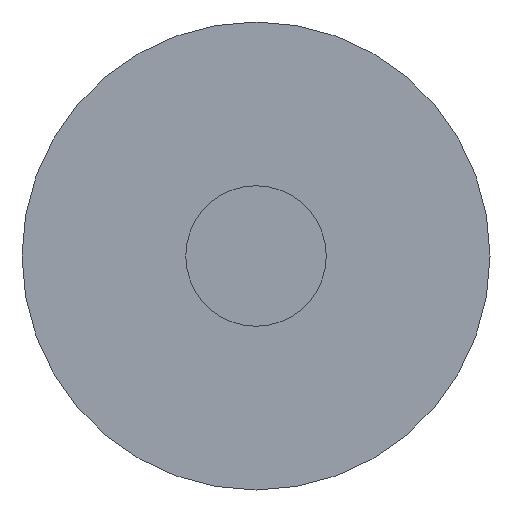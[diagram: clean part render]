
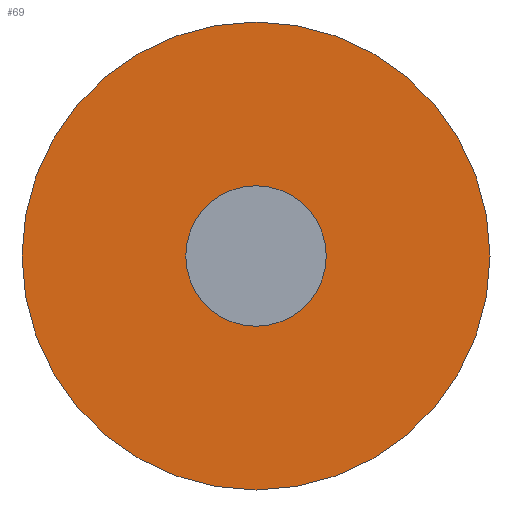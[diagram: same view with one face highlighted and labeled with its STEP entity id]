
A CAD part, front view. The second image highlights one B-rep face of the part: STEP entity #69.
In plain terms, the highlighted planar face has unit normal (0, -1, 0).
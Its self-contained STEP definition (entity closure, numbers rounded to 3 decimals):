
#14=FACE_BOUND('',#32,.T.);
#21=PLANE('',#98);
#26=FACE_OUTER_BOUND('',#31,.T.);
#31=EDGE_LOOP('',(#61));
#32=EDGE_LOOP('',(#62));
#38=CIRCLE('',#92,3.);
#40=CIRCLE('',#96,10.);
#42=VERTEX_POINT('',#125);
#44=VERTEX_POINT('',#132);
#47=EDGE_CURVE('',#42,#42,#38,.T.);
#50=EDGE_CURVE('',#44,#44,#40,.T.);
#61=ORIENTED_EDGE('',*,*,#50,.F.);
#62=ORIENTED_EDGE('',*,*,#47,.T.);
#69=ADVANCED_FACE('',(#26,#14),#21,.F.);
#92=AXIS2_PLACEMENT_3D('',#127,#106,#107);
#96=AXIS2_PLACEMENT_3D('',#134,#115,#116);
#98=AXIS2_PLACEMENT_3D('',#136,#119,#120);
#106=DIRECTION('center_axis',(0.,1.,0.));
#107=DIRECTION('ref_axis',(1.,0.,0.));
#115=DIRECTION('center_axis',(0.,1.,0.));
#116=DIRECTION('ref_axis',(-1.,0.,0.));
#119=DIRECTION('center_axis',(0.,1.,0.));
#120=DIRECTION('ref_axis',(0.,0.,1.));
#125=CARTESIAN_POINT('',(-3.,0.,0.));
#127=CARTESIAN_POINT('Origin',(0.,0.,0.));
#132=CARTESIAN_POINT('',(10.,0.,0.));
#134=CARTESIAN_POINT('Origin',(0.,0.,0.));
#136=CARTESIAN_POINT('Origin',(0.,0.,0.));
